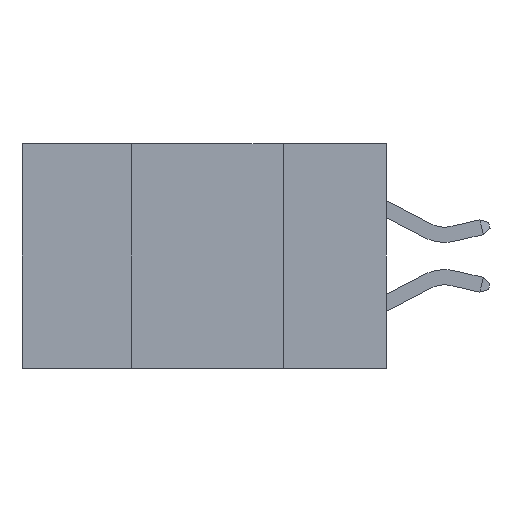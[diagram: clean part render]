
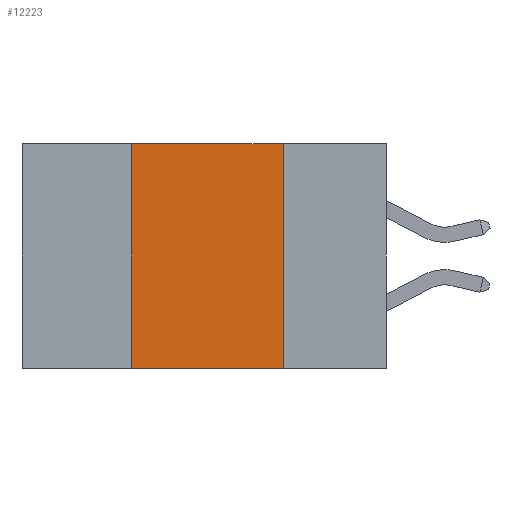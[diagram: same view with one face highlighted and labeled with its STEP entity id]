
A CAD part, left-side view. The second image highlights one B-rep face of the part: STEP entity #12223.
In plain terms, the highlighted planar face has unit normal (-1, 0, 0).
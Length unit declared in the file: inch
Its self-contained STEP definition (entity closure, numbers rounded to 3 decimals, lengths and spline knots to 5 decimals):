
#7 = EDGE_CURVE ( 'NONE', #9418, #12826, #4967, .T. ) ;
#1027 = EDGE_CURVE ( 'NONE', #12826, #6645, #10184, .T. ) ;
#1171 = DIRECTION ( 'NONE',  ( 0., -1., 0. ) ) ;
#2141 = EDGE_CURVE ( 'NONE', #5181, #9418, #3826, .T. ) ;
#2594 = EDGE_LOOP ( 'NONE', ( #5747, #10929, #11745, #10576 ) ) ;
#2814 = DIRECTION ( 'NONE',  ( 0., -1., 0. ) ) ;
#2850 = DIRECTION ( 'NONE',  ( 0., 0., -1. ) ) ;
#2884 = CARTESIAN_POINT ( 'NONE',  ( 0., 0.6, 0. ) ) ;
#2926 = CARTESIAN_POINT ( 'NONE',  ( 0., 0.42, -0.37 ) ) ;
#3586 = CARTESIAN_POINT ( 'NONE',  ( 0., 0.17, -0.37 ) ) ;
#3826 = LINE ( 'NONE', #2926, #11145 ) ;
#4053 = VECTOR ( 'NONE', #2814, 39.37008 ) ;
#4856 = PLANE ( 'NONE',  #11999 ) ;
#4967 = LINE ( 'NONE', #2884, #4053 ) ;
#5181 = VERTEX_POINT ( 'NONE', #10616 ) ;
#5747 = ORIENTED_EDGE ( 'NONE', *, *, #1027, .F. ) ;
#6180 = VECTOR ( 'NONE', #2850, 39.37008 ) ;
#6645 = VERTEX_POINT ( 'NONE', #3586 ) ;
#7088 = DIRECTION ( 'NONE',  ( 1., 0., 0. ) ) ;
#7166 = DIRECTION ( 'NONE',  ( 0., 0., 1. ) ) ;
#7344 = CARTESIAN_POINT ( 'NONE',  ( 0., 0.17, 0. ) ) ;
#9063 = CARTESIAN_POINT ( 'NONE',  ( 0., 0.6, 0. ) ) ;
#9418 = VERTEX_POINT ( 'NONE', #12233 ) ;
#9454 = CARTESIAN_POINT ( 'NONE',  ( 0., 0.17, -0.37 ) ) ;
#9686 = CARTESIAN_POINT ( 'NONE',  ( 0., 0.6, -0.37 ) ) ;
#10105 = FACE_OUTER_BOUND ( 'NONE', #2594, .T. ) ;
#10184 = LINE ( 'NONE', #9454, #6180 ) ;
#10576 = ORIENTED_EDGE ( 'NONE', *, *, #10637, .T. ) ;
#10608 = LINE ( 'NONE', #9686, #13532 ) ;
#10616 = CARTESIAN_POINT ( 'NONE',  ( 0., 0.42, -0.37 ) ) ;
#10637 = EDGE_CURVE ( 'NONE', #5181, #6645, #10608, .T. ) ;
#10929 = ORIENTED_EDGE ( 'NONE', *, *, #7, .F. ) ;
#11145 = VECTOR ( 'NONE', #7166, 39.37008 ) ;
#11280 = DIRECTION ( 'NONE',  ( 0., 0., -1. ) ) ;
#11745 = ORIENTED_EDGE ( 'NONE', *, *, #2141, .F. ) ;
#11999 = AXIS2_PLACEMENT_3D ( 'NONE', #9063, #7088, #11280 ) ;
#12223 = ADVANCED_FACE ( 'NONE', ( #10105 ), #4856, .F. ) ;
#12233 = CARTESIAN_POINT ( 'NONE',  ( 0., 0.42, 0. ) ) ;
#12826 = VERTEX_POINT ( 'NONE', #7344 ) ;
#13532 = VECTOR ( 'NONE', #1171, 39.37008 ) ;
